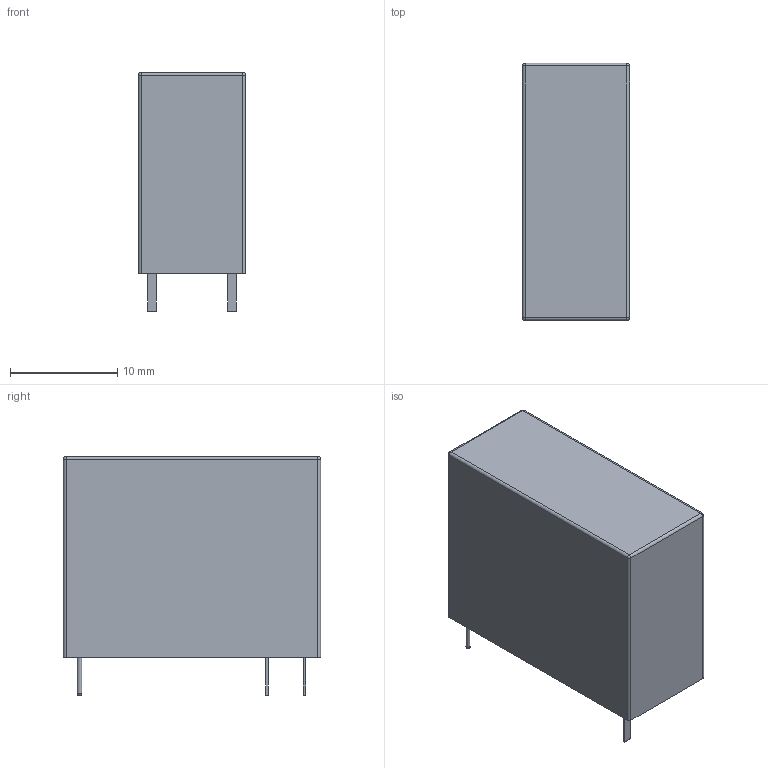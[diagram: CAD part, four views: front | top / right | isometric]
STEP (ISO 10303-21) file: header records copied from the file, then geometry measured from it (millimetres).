
FILE_DESCRIPTION(/* description */ ('model of Relay_1P1T_NO_10x24x18.8mm_Panasonic_ADW11xxxxW_THT'),/* implementation_level */ '2;1');
FILE_NAME(/* name */ 'Relay_1P1T_NO_10x24x18.8mm_Panasonic_ADW11xxxxW_THT.step',/* time_stamp */ '2020-03-11T14:03:56',/* author */ ('kicad StepUp','ksu'),/* organization */ ('FreeCAD'),/* preprocessor_version */ 'OCC',/* originating_system */ 'kicad StepUp',/* authorisation */ '');
FILE_SCHEMA(('AUTOMOTIVE_DESIGN { 1 0 10303 214 1 1 1 1 }'));
Length unit declared in the file: millimetre
Products named in the file (1): Relay_1P1T_NO_10x24x188mm_Panasonic_ADW11xxxxW_THT
Bounding box: 10 x 24 x 22.3 mm (x, y, z)
Volume: 4512.1 mm3; surface area: 1765.5 mm2
Topology: 1 solids, 1 shells, 41 faces, 90 edges, 50 vertices
Faces by surface type: cylinder 18, plane 17, sphere 5, torus 1
Full cylindrical faces by diameter (mm): 0.4 x2
Entity records: 1370 total; most frequent: DIRECTION 200, CARTESIAN_POINT 177, ORIENTED_EDGE 170, EDGE_CURVE 85, AXIS2_PLACEMENT_3D 73, LINE 54, VECTOR 54, VERTEX_POINT 50
